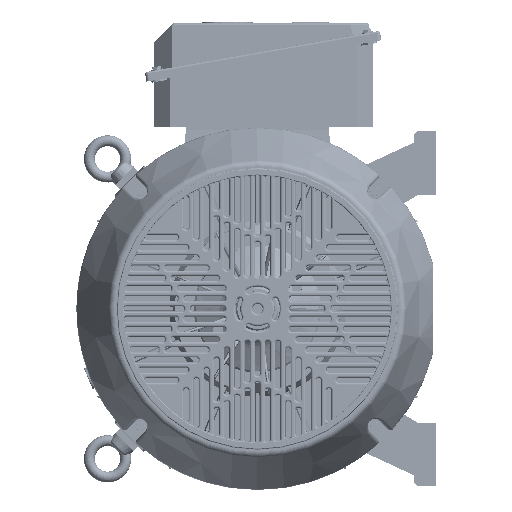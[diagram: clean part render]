
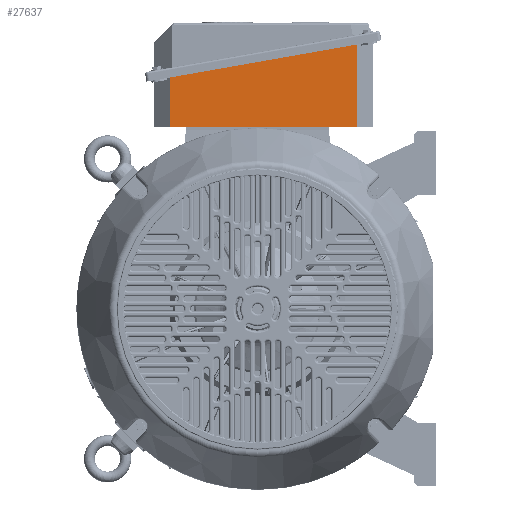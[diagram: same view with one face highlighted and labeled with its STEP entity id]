
A CAD part, left-side view. The second image highlights one B-rep face of the part: STEP entity #27637.
In plain terms, the highlighted face is planar.
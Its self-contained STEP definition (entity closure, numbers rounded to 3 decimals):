
#27482 = VERTEX_POINT ( 'NONE', #124183 ) ;
#27494 = VERTEX_POINT ( 'NONE', #124158 ) ;
#27575 = EDGE_LOOP ( 'NONE', ( #27641, #27647, #27650, #27691 ) ) ;
#27632 = EDGE_CURVE ( 'NONE', #27482, #27494, #124449, .T. ) ;
#27637 = ADVANCED_FACE ( 'NONE', ( #124442 ), #124441, .F. ) ;
#27641 = ORIENTED_EDGE ( 'NONE', *, *, #27643, .F. ) ;
#27643 = EDGE_CURVE ( 'NONE', #27482, #27822, #124542, .T. ) ;
#27647 = ORIENTED_EDGE ( 'NONE', *, *, #27632, .T. ) ;
#27650 = ORIENTED_EDGE ( 'NONE', *, *, #27654, .F. ) ;
#27654 = EDGE_CURVE ( 'NONE', #27943, #27494, #124513, .T. ) ;
#27691 = ORIENTED_EDGE ( 'NONE', *, *, #27940, .T. ) ;
#27822 = VERTEX_POINT ( 'NONE', #125036 ) ;
#27940 = EDGE_CURVE ( 'NONE', #27943, #27822, #125343, .T. ) ;
#27943 = VERTEX_POINT ( 'NONE', #125321 ) ;
#124158 = CARTESIAN_POINT ( 'NONE',  ( 318.031, 131.501, 149. ) ) ;
#124183 = CARTESIAN_POINT ( 'NONE',  ( 318.031, 3., 149. ) ) ;
#124433 = DIRECTION ( 'NONE',  ( -1., 0., 0. ) ) ;
#124434 = DIRECTION ( 'NONE',  ( 0., 0., -1. ) ) ;
#124435 = AXIS2_PLACEMENT_3D ( 'NONE', #124440, #124434, #124433 ) ;
#124440 = CARTESIAN_POINT ( 'NONE',  ( 0., 0., 149. ) ) ;
#124441 = PLANE ( 'NONE',  #124435 ) ;
#124442 = FACE_OUTER_BOUND ( 'NONE', #27575, .T. ) ;
#124444 = DIRECTION ( 'NONE',  ( 0., 1., 0. ) ) ;
#124445 = VECTOR ( 'NONE', #124444, 1000. ) ;
#124447 = CARTESIAN_POINT ( 'NONE',  ( 318.031, 0., 149. ) ) ;
#124449 = LINE ( 'NONE', #124447, #124445 ) ;
#124508 = DIRECTION ( 'NONE',  ( 0.985, 0.174, 0. ) ) ;
#124509 = VECTOR ( 'NONE', #124508, 1000. ) ;
#124512 = CARTESIAN_POINT ( 'NONE',  ( -12.898, 73.149, 149. ) ) ;
#124513 = LINE ( 'NONE', #124512, #124509 ) ;
#124528 = DIRECTION ( 'NONE',  ( -1., 0., 0. ) ) ;
#124530 = VECTOR ( 'NONE', #124528, 1000. ) ;
#124532 = CARTESIAN_POINT ( 'NONE',  ( 0., 3., 149. ) ) ;
#124542 = LINE ( 'NONE', #124532, #124530 ) ;
#125036 = CARTESIAN_POINT ( 'NONE',  ( 25.515, 3., 149. ) ) ;
#125321 = CARTESIAN_POINT ( 'NONE',  ( 25.515, 79.923, 149. ) ) ;
#125324 = DIRECTION ( 'NONE',  ( 0., -1., 0. ) ) ;
#125326 = VECTOR ( 'NONE', #125324, 1000. ) ;
#125328 = CARTESIAN_POINT ( 'NONE',  ( 25.515, 0., 149. ) ) ;
#125343 = LINE ( 'NONE', #125328, #125326 ) ;
